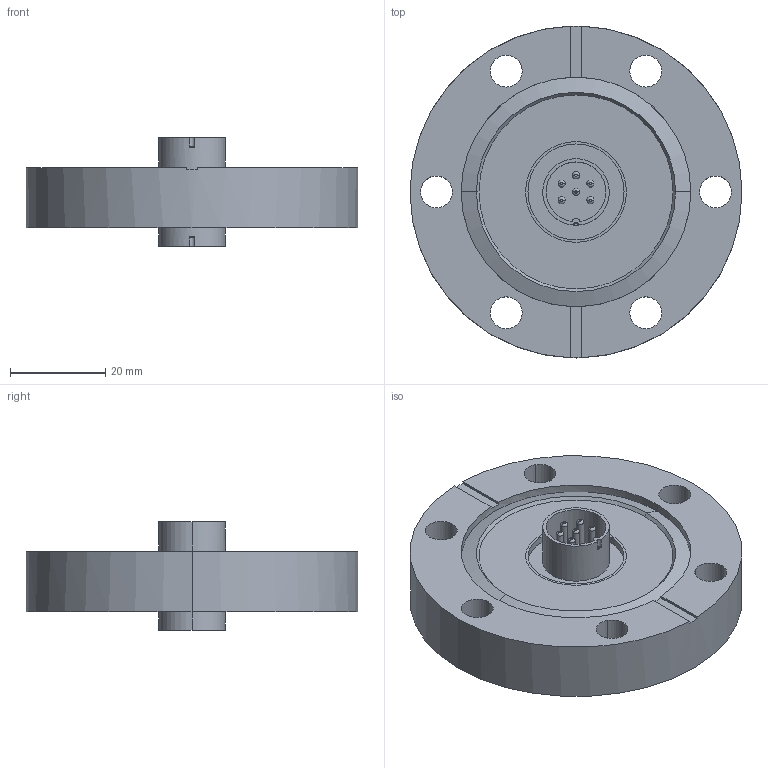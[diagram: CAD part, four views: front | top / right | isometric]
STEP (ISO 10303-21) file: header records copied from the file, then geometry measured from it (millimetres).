
FILE_DESCRIPTION(('STEP AP214'),'1');
FILE_NAME('tmp0.stp',' ',(' '),(' '),'XStep 1.0',' ',' ');
FILE_SCHEMA(('automotive_design'));
Length unit declared in the file: millimetre
Bounding box: 69.8 x 69.8 x 22.9 mm (x, y, z)
Volume: 41971.1 mm3; surface area: 15294.1 mm2
Topology: 2 solids, 2 shells, 140 faces, 318 edges, 202 vertices
Faces by surface type: cylinder 62, plane 36, torus 36, cone 6
Entity records: 5291 total; most frequent: DIRECTION 816, CARTESIAN_POINT 750, ORIENTED_EDGE 636, AXIS2_PLACEMENT_3D 364, EDGE_CURVE 318, CIRCLE 222, VERTEX_POINT 202, EDGE_LOOP 174
